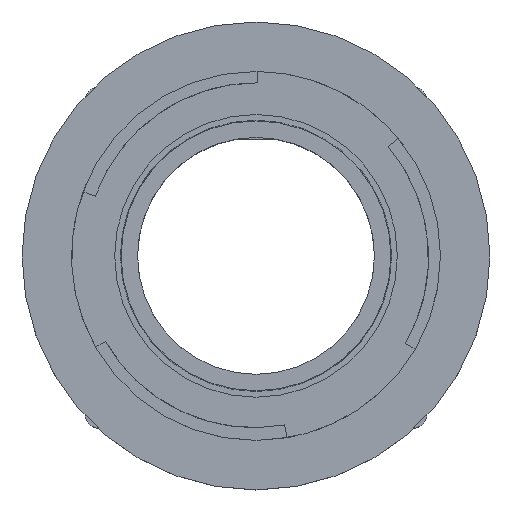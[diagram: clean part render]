
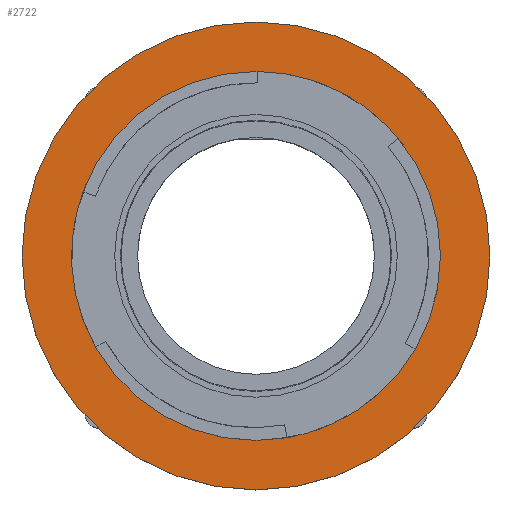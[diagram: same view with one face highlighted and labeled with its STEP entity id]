
A CAD part, top view. The second image highlights one B-rep face of the part: STEP entity #2722.
In plain terms, the highlighted planar face has unit normal (0, 0, 1).
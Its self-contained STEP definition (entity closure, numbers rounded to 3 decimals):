
#36=FACE_BOUND('',#541,.T.);
#156=CIRCLE('',#3077,27.);
#157=CIRCLE('',#3079,34.25);
#362=FACE_OUTER_BOUND('',#540,.T.);
#540=EDGE_LOOP('',(#2038));
#541=EDGE_LOOP('',(#2039));
#1249=VERTEX_POINT('',#4607);
#1250=VERTEX_POINT('',#4611);
#1546=EDGE_CURVE('',#1249,#1249,#156,.T.);
#1548=EDGE_CURVE('',#1250,#1250,#157,.T.);
#2038=ORIENTED_EDGE('',*,*,#1548,.F.);
#2039=ORIENTED_EDGE('',*,*,#1546,.T.);
#2605=PLANE('',#3078);
#2722=ADVANCED_FACE('',(#362,#36),#2605,.T.);
#3077=AXIS2_PLACEMENT_3D('',#4608,#3668,#3669);
#3078=AXIS2_PLACEMENT_3D('',#4610,#3671,#3672);
#3079=AXIS2_PLACEMENT_3D('',#4612,#3673,#3674);
#3668=DIRECTION('center_axis',(0.,0.,-1.));
#3669=DIRECTION('ref_axis',(1.,0.,0.));
#3671=DIRECTION('center_axis',(0.,0.,1.));
#3672=DIRECTION('ref_axis',(1.,0.,0.));
#3673=DIRECTION('center_axis',(0.,0.,-1.));
#3674=DIRECTION('ref_axis',(1.,0.,0.));
#4607=CARTESIAN_POINT('',(26.35,0.,20.1));
#4608=CARTESIAN_POINT('Origin',(-0.65,0.,20.1));
#4610=CARTESIAN_POINT('Origin',(-34.9,0.,20.1));
#4611=CARTESIAN_POINT('',(33.6,0.,20.1));
#4612=CARTESIAN_POINT('Origin',(-0.65,0.,20.1));
